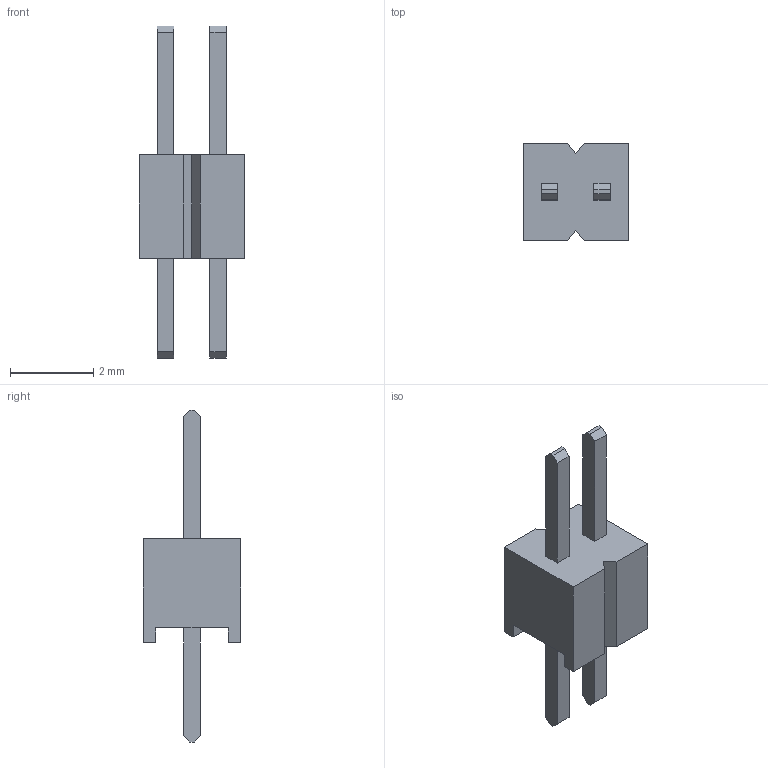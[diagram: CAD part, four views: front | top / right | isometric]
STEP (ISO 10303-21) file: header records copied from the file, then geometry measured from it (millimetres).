
FILE_DESCRIPTION (( 'STEP AP214' ), '1' );
FILE_NAME ('HDR-TH_2P-P1.27-M-LI-1X2P.step', '2022-07-02T12:03:08', ( '' ), ( '' ), 'SwSTEP 2.0', 'SolidWorks 2020', '' );
FILE_SCHEMA (( 'AUTOMOTIVE_DESIGN' ));
Length unit declared in the file: millimetre
Products named in the file (1): HDR-TH_2P-P1.27-M-LI-1X2P
Bounding box: 2.55 x 2.35 x 8 mm (x, y, z)
Volume: 14.9 mm3; surface area: 57.2 mm2
Topology: 1 solids, 1 shells, 328 faces, 888 edges, 592 vertices
Faces by surface type: plane 214, bspline 114
Entity records: 14278 total; most frequent: CARTESIAN_POINT 4171, ORIENTED_EDGE 1776, DIRECTION 1086, EDGE_CURVE 888, VECTOR 656, LINE 656, VERTEX_POINT 592, EDGE_LOOP 358
